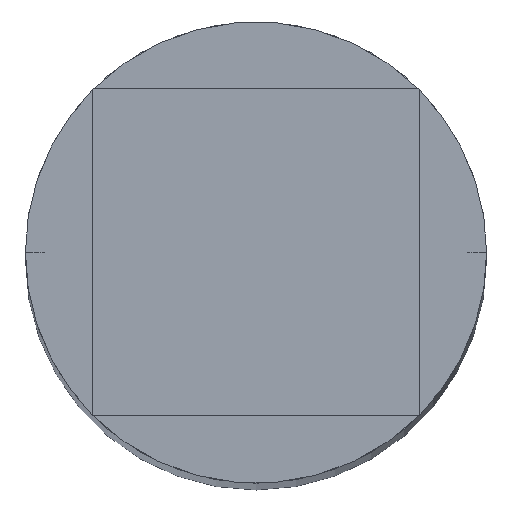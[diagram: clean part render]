
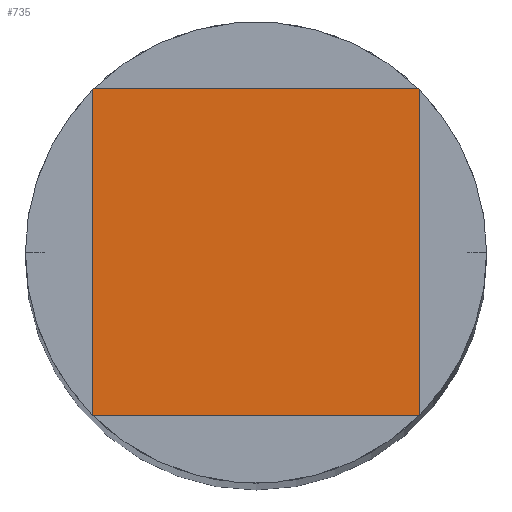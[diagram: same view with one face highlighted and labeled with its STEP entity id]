
A CAD part, top view. The second image highlights one B-rep face of the part: STEP entity #735.
In plain terms, the highlighted planar face has unit normal (0, 0, 1).
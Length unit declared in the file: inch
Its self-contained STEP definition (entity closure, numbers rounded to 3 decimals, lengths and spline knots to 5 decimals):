
#515=CARTESIAN_POINT('',(0.2647,-0.26563,7.0625));
#516=VERTEX_POINT('',#515);
#523=CARTESIAN_POINT('',(-0.2647,-0.26563,7.0625));
#524=VERTEX_POINT('',#523);
#525=CARTESIAN_POINT('',(0.2647,-0.26563,7.0625));
#526=DIRECTION('',(-1.0,0.0,0.0));
#527=VECTOR('',#526,0.52941);
#528=LINE('',#525,#527);
#529=EDGE_CURVE('',#516,#524,#528,.T.);
#546=CARTESIAN_POINT('',(-0.26563,-0.2647,7.0625));
#547=VERTEX_POINT('',#546);
#548=CARTESIAN_POINT('',(0.0,0.0,7.0625));
#549=DIRECTION('',(0.0,0.0,1.0));
#550=DIRECTION('',(1.0,0.0,0.0));
#551=AXIS2_PLACEMENT_3D('',#548,#549,#550);
#552=CIRCLE('',#551,0.375);
#553=EDGE_CURVE('',#547,#524,#552,.T.);
#572=CARTESIAN_POINT('',(0.26563,-0.2647,7.0625));
#573=VERTEX_POINT('',#572);
#580=CARTESIAN_POINT('',(0.0,0.0,7.0625));
#581=DIRECTION('',(0.0,0.0,1.0));
#582=DIRECTION('',(1.0,0.0,0.0));
#583=AXIS2_PLACEMENT_3D('',#580,#581,#582);
#584=CIRCLE('',#583,0.375);
#585=EDGE_CURVE('',#516,#573,#584,.T.);
#601=CARTESIAN_POINT('',(-0.2647,0.26563,7.0625));
#602=VERTEX_POINT('',#601);
#609=CARTESIAN_POINT('',(0.2647,0.26563,7.0625));
#610=VERTEX_POINT('',#609);
#611=CARTESIAN_POINT('',(-0.2647,0.26563,7.0625));
#612=DIRECTION('',(1.0,0.0,0.0));
#613=VECTOR('',#612,0.52941);
#614=LINE('',#611,#613);
#615=EDGE_CURVE('',#602,#610,#614,.T.);
#632=CARTESIAN_POINT('',(0.26563,0.2647,7.0625));
#633=VERTEX_POINT('',#632);
#634=CARTESIAN_POINT('',(0.0,0.0,7.0625));
#635=DIRECTION('',(0.0,0.0,1.0));
#636=DIRECTION('',(1.0,0.0,0.0));
#637=AXIS2_PLACEMENT_3D('',#634,#635,#636);
#638=CIRCLE('',#637,0.375);
#639=EDGE_CURVE('',#633,#610,#638,.T.);
#658=CARTESIAN_POINT('',(-0.26563,0.2647,7.0625));
#659=VERTEX_POINT('',#658);
#666=CARTESIAN_POINT('',(0.0,0.0,7.0625));
#667=DIRECTION('',(0.0,0.0,1.0));
#668=DIRECTION('',(1.0,0.0,0.0));
#669=AXIS2_PLACEMENT_3D('',#666,#667,#668);
#670=CIRCLE('',#669,0.375);
#671=EDGE_CURVE('',#602,#659,#670,.T.);
#689=CARTESIAN_POINT('',(0.26563,0.2647,7.0625));
#690=DIRECTION('',(0.0,-1.0,0.0));
#691=VECTOR('',#690,0.52941);
#692=LINE('',#689,#691);
#693=EDGE_CURVE('',#633,#573,#692,.T.);
#710=CARTESIAN_POINT('',(-0.26563,-0.2647,7.0625));
#711=DIRECTION('',(0.0,1.0,0.0));
#712=VECTOR('',#711,0.52941);
#713=LINE('',#710,#712);
#714=EDGE_CURVE('',#547,#659,#713,.T.);
#720=CARTESIAN_POINT('',(0.0,0.0,7.0625));
#721=DIRECTION('',(0.0,0.0,1.0));
#722=DIRECTION('',(1.0,0.0,0.0));
#723=AXIS2_PLACEMENT_3D('',#720,#721,#722);
#724=PLANE('',#723);
#725=ORIENTED_EDGE('',*,*,#529,.F.);
#726=ORIENTED_EDGE('',*,*,#585,.T.);
#727=ORIENTED_EDGE('',*,*,#693,.F.);
#728=ORIENTED_EDGE('',*,*,#639,.T.);
#729=ORIENTED_EDGE('',*,*,#615,.F.);
#730=ORIENTED_EDGE('',*,*,#671,.T.);
#731=ORIENTED_EDGE('',*,*,#714,.F.);
#732=ORIENTED_EDGE('',*,*,#553,.T.);
#733=EDGE_LOOP('',(#725,#726,#727,#728,#729,#730,#731,#732));
#734=FACE_OUTER_BOUND('',#733,.T.);
#735=ADVANCED_FACE('',(#734),#724,.T.);
